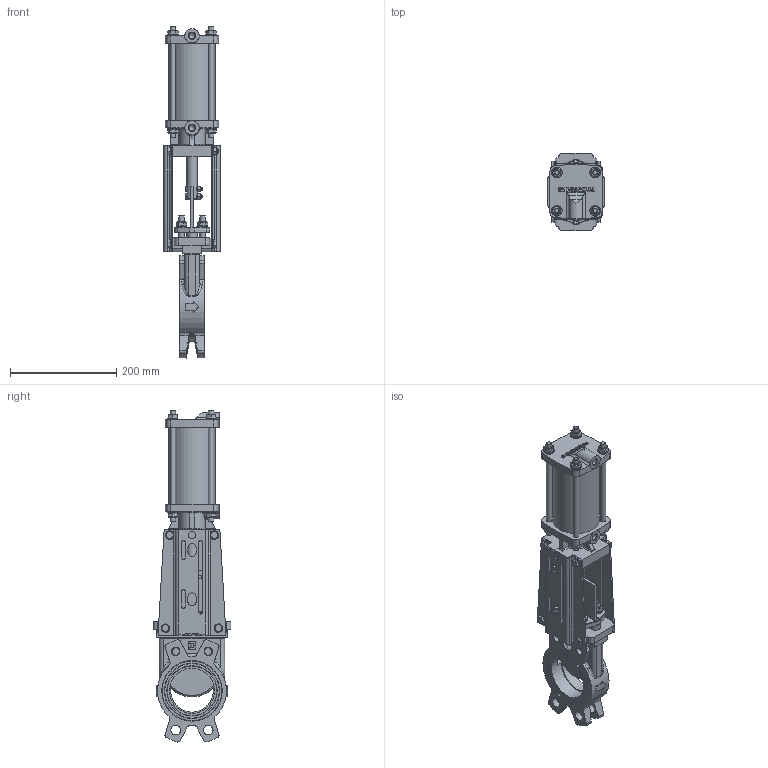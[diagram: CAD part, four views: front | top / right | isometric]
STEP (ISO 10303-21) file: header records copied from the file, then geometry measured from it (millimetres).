
FILE_DESCRIPTION(/* description */ (''),/* implementation_level */ '2;1');
FILE_NAME(/* name */ 'WGP25N-DN80_105881.step',/* time_stamp */ '2025-06-27T16:15:06+02:00',/* author */ (''),/* organization */ (''),/* preprocessor_version */ 'ST-DEVELOPER v20.1',/* originating_system */ 'Autodesk Translation Framework v14.10.0.0',/* authorisation */ '');
FILE_SCHEMA (('AUTOMOTIVE_DESIGN { 1 0 10303 214 3 1 1 }'));
Length unit declared in the file: millimetre
Products named in the file (24): WGP25N-DN80_105881; WGS-BO-GG-SOF-080-K; WGS-KN-XXX-080; WGS-GL-GG-080; DIN 835  (Regelgewinde) M10 x 40; DIN 125-1  B B 10.5; DIN 934  (Regelgewinde) - ersetzt durch DIN EN 24 032 M10; WGS-BR-CS-B-080; WGS-BR-CS-F-080; DIN 125-1  B B 8.4; DIN 934  (Regelgewinde) - ersetzt durch DIN EN 24 032 M8; DIN 931-1  (Regelgewinde) - ersetzt durch DIN EN 24 014 M8 x 90; DIN 933  (Regelgewinde) - ersetzt durch DIN EN 24 017 M8  x 14; DIN 125-1  B B 8.4 (1); WGS-ST-PD-080; WGS-CO-PD-AL-050-080-K; WGS-PL-PD-AL-080-K; WGS-ZY-AL-080-080; DIN 933  (Regelgewinde) - ersetzt durch DIN EN 24 017 M6  x 28; DIN 127 - zurückgezogen A 6; DIN 934  (Regelgewinde) - ersetzt durch DIN EN 24 032 M6; WGS-ZB-ST-080; DIN 125-1  B B 10.5 (1); DIN 934  (Regelgewinde) - ersetzt durch DIN EN 24 032 M10 (1)
Assembly tree (63 placements, depth 2):
  WGP25N-DN80_105881
    WGS-BO-GG-SOF-080-K
    WGS-KN-XXX-080
    WGS-GL-GG-080
    DIN 835  (Regelgewinde) M10 x 40  x4
    DIN 125-1  B B 10.5  x4
    DIN 934  (Regelgewinde) - ersetzt durch DIN EN 24 032 M10  x4
    WGS-BR-CS-B-080
    WGS-BR-CS-F-080
    DIN 125-1  B B 8.4  x4
    DIN 934  (Regelgewinde) - ersetzt durch DIN EN 24 032 M8  x2
    DIN 931-1  (Regelgewinde) - ersetzt durch DIN EN 24 014 M8 x 90  x2
    DIN 933  (Regelgewinde) - ersetzt durch DIN EN 24 017 M8  x 14  x4
    DIN 125-1  B B 8.4 (1)  x4
    WGS-ST-PD-080
    WGS-CO-PD-AL-050-080-K
    WGS-PL-PD-AL-080-K
    WGS-ZY-AL-080-080
    DIN 933  (Regelgewinde) - ersetzt durch DIN EN 24 017 M6  x 28  x2
    DIN 127 - zurückgezogen A 6  x2
    DIN 934  (Regelgewinde) - ersetzt durch DIN EN 24 032 M6  x2
    WGS-ZB-ST-080  x4
    DIN 125-1  B B 10.5 (1)  x8
    DIN 934  (Regelgewinde) - ersetzt durch DIN EN 24 032 M10 (1)  x8
Bounding box: 106 x 146 x 624.74 mm (x, y, z)
Volume: 1947896.8 mm3; surface area: 595306.7 mm2
Topology: 63 solids, 63 shells, 1578 faces, 3799 edges, 2422 vertices
Faces by surface type: plane 743, cylinder 393, cone 212, bspline 174, torus 52, sphere 4
Full cylindrical faces by diameter (mm): 4.917 x2, 5.459 x2, 6 x2, 6.2 x4, 6.25 x4, 6.5 x2, 6.647 x2, 7.323 x4, 8 x6, 8.376 x20, 8.4 x8, 8.5 x4, 8.7 x2, 10 x8, 10.5 x16, 11 x8, 11.4 x4, 11.445 x2, 11.6 x2, 13.835 x4, 14 x1, 16 x9, 16.2 x1, 18 x4, 20 x13, 62 x2, 70 x1, 80 x4, 85 x1, 88 x1
Entity records: 40964 total; most frequent: CARTESIAN_POINT 11942, ORIENTED_EDGE 6036, DIRECTION 5502, EDGE_CURVE 3018, VERTEX_POINT 1944, AXIS2_PLACEMENT_3D 1910, LINE 1682, VECTOR 1682
